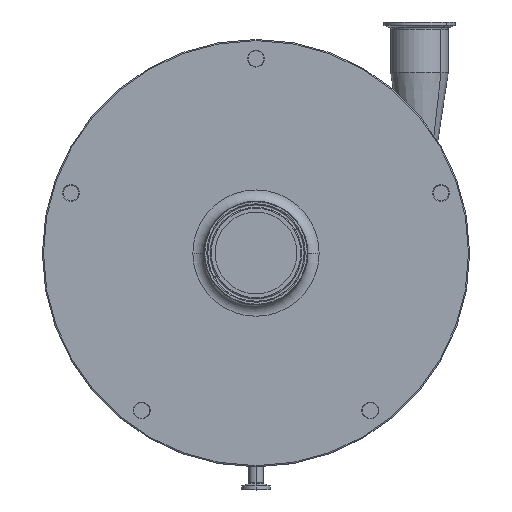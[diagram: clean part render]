
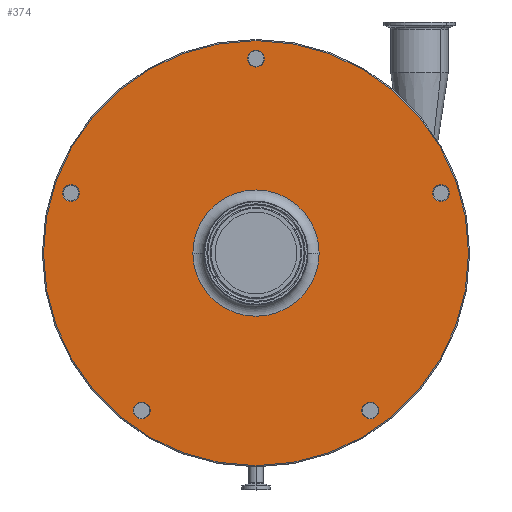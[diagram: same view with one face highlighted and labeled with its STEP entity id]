
A CAD part, top view. The second image highlights one B-rep face of the part: STEP entity #374.
In plain terms, the highlighted planar face has unit normal (0, 0, 1).
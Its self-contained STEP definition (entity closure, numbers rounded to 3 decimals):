
#59 = EDGE_LOOP ( 'NONE', ( #6762, #4216 ) ) ;
#76 = ORIENTED_EDGE ( 'NONE', *, *, #2064, .T. ) ;
#169 = VERTEX_POINT ( 'NONE', #3129 ) ;
#177 = ORIENTED_EDGE ( 'NONE', *, *, #4131, .F. ) ;
#189 = AXIS2_PLACEMENT_3D ( 'NONE', #3598, #4588, #5782 ) ;
#207 = AXIS2_PLACEMENT_3D ( 'NONE', #5626, #4528, #4489 ) ;
#240 = AXIS2_PLACEMENT_3D ( 'NONE', #388, #2531, #5069 ) ;
#258 = CIRCLE ( 'NONE', #4990, 7.5 ) ;
#282 = DIRECTION ( 'NONE',  ( 0., 0., 1. ) ) ;
#330 = CIRCLE ( 'NONE', #2319, 7.5 ) ;
#339 = CARTESIAN_POINT ( 'NONE',  ( 101.393, -147.055, 29.5 ) ) ;
#374 = ADVANCED_FACE ( 'NONE', ( #6149, #1445, #826, #3546, #5634, #3023, #6684 ), #402, .F. ) ;
#388 = CARTESIAN_POINT ( 'NONE',  ( 0., 172.5, 29.5 ) ) ;
#402 = PLANE ( 'NONE',  #6233 ) ;
#421 = ORIENTED_EDGE ( 'NONE', *, *, #4575, .F. ) ;
#464 = VERTEX_POINT ( 'NONE', #1540 ) ;
#495 = EDGE_CURVE ( 'NONE', #4655, #464, #864, .T. ) ;
#596 = EDGE_LOOP ( 'NONE', ( #76, #6323 ) ) ;
#733 = CARTESIAN_POINT ( 'NONE',  ( 164.057, 53.305, 29.5 ) ) ;
#741 = DIRECTION ( 'NONE',  ( 0., -1., 0. ) ) ;
#826 = FACE_BOUND ( 'NONE', #3126, .T. ) ;
#846 = VERTEX_POINT ( 'NONE', #2608 ) ;
#864 = CIRCLE ( 'NONE', #3606, 188.5 ) ;
#902 = CIRCLE ( 'NONE', #2991, 7.5 ) ;
#926 = EDGE_CURVE ( 'NONE', #2048, #2596, #5248, .T. ) ;
#964 = DIRECTION ( 'NONE',  ( 0., 0., 1. ) ) ;
#995 = CIRCLE ( 'NONE', #5493, 7.5 ) ;
#1060 = ORIENTED_EDGE ( 'NONE', *, *, #1802, .F. ) ;
#1071 = DIRECTION ( 'NONE',  ( 0., -1., 0. ) ) ;
#1116 = AXIS2_PLACEMENT_3D ( 'NONE', #1413, #2449, #3511 ) ;
#1265 = CARTESIAN_POINT ( 'NONE',  ( 101.393, -139.555, 29.5 ) ) ;
#1349 = CARTESIAN_POINT ( 'NONE',  ( 0., 0., 29.5 ) ) ;
#1413 = CARTESIAN_POINT ( 'NONE',  ( -164.057, 53.305, 29.5 ) ) ;
#1422 = CARTESIAN_POINT ( 'NONE',  ( -101.393, -132.055, 29.5 ) ) ;
#1445 = FACE_BOUND ( 'NONE', #59, .T. ) ;
#1528 = VERTEX_POINT ( 'NONE', #339 ) ;
#1540 = CARTESIAN_POINT ( 'NONE',  ( -188.5, 0., 29.5 ) ) ;
#1560 = CIRCLE ( 'NONE', #3435, 56. ) ;
#1802 = EDGE_CURVE ( 'NONE', #3720, #4006, #2187, .T. ) ;
#1888 = VERTEX_POINT ( 'NONE', #4589 ) ;
#1893 = DIRECTION ( 'NONE',  ( -1., 0., 0. ) ) ;
#2048 = VERTEX_POINT ( 'NONE', #5417 ) ;
#2064 = EDGE_CURVE ( 'NONE', #464, #4655, #6257, .T. ) ;
#2129 = AXIS2_PLACEMENT_3D ( 'NONE', #4481, #282, #6572 ) ;
#2148 = ORIENTED_EDGE ( 'NONE', *, *, #3414, .F. ) ;
#2187 = CIRCLE ( 'NONE', #207, 7.5 ) ;
#2215 = VERTEX_POINT ( 'NONE', #5617 ) ;
#2223 = VERTEX_POINT ( 'NONE', #5002 ) ;
#2232 = CARTESIAN_POINT ( 'NONE',  ( -164.057, 45.805, 29.5 ) ) ;
#2319 = AXIS2_PLACEMENT_3D ( 'NONE', #4199, #4066, #1071 ) ;
#2409 = EDGE_CURVE ( 'NONE', #2223, #6287, #330, .T. ) ;
#2449 = DIRECTION ( 'NONE',  ( 0., 0., 1. ) ) ;
#2512 = DIRECTION ( 'NONE',  ( 0., 0., -1. ) ) ;
#2531 = DIRECTION ( 'NONE',  ( 0., 0., 1. ) ) ;
#2590 = DIRECTION ( 'NONE',  ( 0., -1., 0. ) ) ;
#2596 = VERTEX_POINT ( 'NONE', #4956 ) ;
#2608 = CARTESIAN_POINT ( 'NONE',  ( -7.5, 172.5, 29.5 ) ) ;
#2741 = DIRECTION ( 'NONE',  ( -1., 0., 0. ) ) ;
#2899 = DIRECTION ( 'NONE',  ( -1., 0., 0. ) ) ;
#2929 = CARTESIAN_POINT ( 'NONE',  ( 0., 189.5, 29.5 ) ) ;
#2991 = AXIS2_PLACEMENT_3D ( 'NONE', #733, #6530, #4926 ) ;
#3023 = FACE_OUTER_BOUND ( 'NONE', #596, .T. ) ;
#3052 = CARTESIAN_POINT ( 'NONE',  ( 0., 172.5, 29.5 ) ) ;
#3075 = VERTEX_POINT ( 'NONE', #5424 ) ;
#3126 = EDGE_LOOP ( 'NONE', ( #2148, #3984 ) ) ;
#3129 = CARTESIAN_POINT ( 'NONE',  ( 164.057, 45.805, 29.5 ) ) ;
#3414 = EDGE_CURVE ( 'NONE', #1528, #3075, #995, .T. ) ;
#3435 = AXIS2_PLACEMENT_3D ( 'NONE', #1349, #4946, #2899 ) ;
#3489 = CARTESIAN_POINT ( 'NONE',  ( 164.057, 53.305, 29.5 ) ) ;
#3511 = DIRECTION ( 'NONE',  ( 0., -1., 0. ) ) ;
#3546 = FACE_BOUND ( 'NONE', #5005, .T. ) ;
#3552 = CIRCLE ( 'NONE', #240, 7.5 ) ;
#3582 = AXIS2_PLACEMENT_3D ( 'NONE', #1265, #5072, #741 ) ;
#3598 = CARTESIAN_POINT ( 'NONE',  ( 0., 0., 29.5 ) ) ;
#3606 = AXIS2_PLACEMENT_3D ( 'NONE', #4214, #5246, #6315 ) ;
#3646 = CIRCLE ( 'NONE', #1116, 7.5 ) ;
#3691 = EDGE_LOOP ( 'NONE', ( #6018, #5884 ) ) ;
#3699 = DIRECTION ( 'NONE',  ( 1., 0., 0. ) ) ;
#3720 = VERTEX_POINT ( 'NONE', #2232 ) ;
#3769 = ORIENTED_EDGE ( 'NONE', *, *, #6413, .F. ) ;
#3944 = EDGE_CURVE ( 'NONE', #1888, #846, #3968, .T. ) ;
#3968 = CIRCLE ( 'NONE', #4840, 7.5 ) ;
#3975 = ORIENTED_EDGE ( 'NONE', *, *, #5164, .F. ) ;
#3984 = ORIENTED_EDGE ( 'NONE', *, *, #6548, .F. ) ;
#4006 = VERTEX_POINT ( 'NONE', #4664 ) ;
#4066 = DIRECTION ( 'NONE',  ( 0., 0., 1. ) ) ;
#4131 = EDGE_CURVE ( 'NONE', #2215, #169, #902, .T. ) ;
#4199 = CARTESIAN_POINT ( 'NONE',  ( -101.393, -139.555, 29.5 ) ) ;
#4214 = CARTESIAN_POINT ( 'NONE',  ( 0., 0., 29.5 ) ) ;
#4216 = ORIENTED_EDGE ( 'NONE', *, *, #5858, .F. ) ;
#4344 = CIRCLE ( 'NONE', #3582, 7.5 ) ;
#4361 = DIRECTION ( 'NONE',  ( 0., 0., 1. ) ) ;
#4375 = EDGE_CURVE ( 'NONE', #2596, #2048, #1560, .T. ) ;
#4416 = CARTESIAN_POINT ( 'NONE',  ( 0., 0., 29.5 ) ) ;
#4481 = CARTESIAN_POINT ( 'NONE',  ( -101.393, -139.555, 29.5 ) ) ;
#4489 = DIRECTION ( 'NONE',  ( 0., -1., 0. ) ) ;
#4528 = DIRECTION ( 'NONE',  ( 0., 0., 1. ) ) ;
#4575 = EDGE_CURVE ( 'NONE', #4006, #3720, #3646, .T. ) ;
#4588 = DIRECTION ( 'NONE',  ( 0., 0., -1. ) ) ;
#4589 = CARTESIAN_POINT ( 'NONE',  ( 7.5, 172.5, 29.5 ) ) ;
#4655 = VERTEX_POINT ( 'NONE', #5352 ) ;
#4661 = ORIENTED_EDGE ( 'NONE', *, *, #3944, .F. ) ;
#4664 = CARTESIAN_POINT ( 'NONE',  ( -164.057, 60.805, 29.5 ) ) ;
#4698 = DIRECTION ( 'NONE',  ( 0., 0., 1. ) ) ;
#4723 = AXIS2_PLACEMENT_3D ( 'NONE', #4416, #4792, #2741 ) ;
#4792 = DIRECTION ( 'NONE',  ( 0., 0., 1. ) ) ;
#4811 = DIRECTION ( 'NONE',  ( 0., -1., 0. ) ) ;
#4840 = AXIS2_PLACEMENT_3D ( 'NONE', #3052, #4698, #3699 ) ;
#4926 = DIRECTION ( 'NONE',  ( 0., -1., 0. ) ) ;
#4946 = DIRECTION ( 'NONE',  ( 0., 0., -1. ) ) ;
#4956 = CARTESIAN_POINT ( 'NONE',  ( -56., 0., 29.5 ) ) ;
#4990 = AXIS2_PLACEMENT_3D ( 'NONE', #3489, #964, #2590 ) ;
#5002 = CARTESIAN_POINT ( 'NONE',  ( -101.393, -147.055, 29.5 ) ) ;
#5005 = EDGE_LOOP ( 'NONE', ( #3769, #177 ) ) ;
#5069 = DIRECTION ( 'NONE',  ( 1., 0., 0. ) ) ;
#5072 = DIRECTION ( 'NONE',  ( 0., 0., 1. ) ) ;
#5164 = EDGE_CURVE ( 'NONE', #846, #1888, #3552, .T. ) ;
#5246 = DIRECTION ( 'NONE',  ( 0., 0., 1. ) ) ;
#5248 = CIRCLE ( 'NONE', #189, 56. ) ;
#5352 = CARTESIAN_POINT ( 'NONE',  ( 188.5, 0., 29.5 ) ) ;
#5417 = CARTESIAN_POINT ( 'NONE',  ( 56., 0., 29.5 ) ) ;
#5424 = CARTESIAN_POINT ( 'NONE',  ( 101.393, -132.055, 29.5 ) ) ;
#5493 = AXIS2_PLACEMENT_3D ( 'NONE', #5873, #4361, #4811 ) ;
#5617 = CARTESIAN_POINT ( 'NONE',  ( 164.057, 60.805, 29.5 ) ) ;
#5626 = CARTESIAN_POINT ( 'NONE',  ( -164.057, 53.305, 29.5 ) ) ;
#5634 = FACE_BOUND ( 'NONE', #5658, .T. ) ;
#5658 = EDGE_LOOP ( 'NONE', ( #4661, #3975 ) ) ;
#5782 = DIRECTION ( 'NONE',  ( -1., 0., 0. ) ) ;
#5810 = EDGE_LOOP ( 'NONE', ( #1060, #421 ) ) ;
#5858 = EDGE_CURVE ( 'NONE', #6287, #2223, #6511, .T. ) ;
#5873 = CARTESIAN_POINT ( 'NONE',  ( 101.393, -139.555, 29.5 ) ) ;
#5884 = ORIENTED_EDGE ( 'NONE', *, *, #926, .T. ) ;
#6018 = ORIENTED_EDGE ( 'NONE', *, *, #4375, .T. ) ;
#6149 = FACE_BOUND ( 'NONE', #5810, .T. ) ;
#6233 = AXIS2_PLACEMENT_3D ( 'NONE', #2929, #2512, #1893 ) ;
#6257 = CIRCLE ( 'NONE', #4723, 188.5 ) ;
#6287 = VERTEX_POINT ( 'NONE', #1422 ) ;
#6315 = DIRECTION ( 'NONE',  ( -1., 0., 0. ) ) ;
#6323 = ORIENTED_EDGE ( 'NONE', *, *, #495, .T. ) ;
#6413 = EDGE_CURVE ( 'NONE', #169, #2215, #258, .T. ) ;
#6511 = CIRCLE ( 'NONE', #2129, 7.5 ) ;
#6530 = DIRECTION ( 'NONE',  ( 0., 0., 1. ) ) ;
#6548 = EDGE_CURVE ( 'NONE', #3075, #1528, #4344, .T. ) ;
#6572 = DIRECTION ( 'NONE',  ( 0., -1., 0. ) ) ;
#6684 = FACE_BOUND ( 'NONE', #3691, .T. ) ;
#6762 = ORIENTED_EDGE ( 'NONE', *, *, #2409, .F. ) ;
